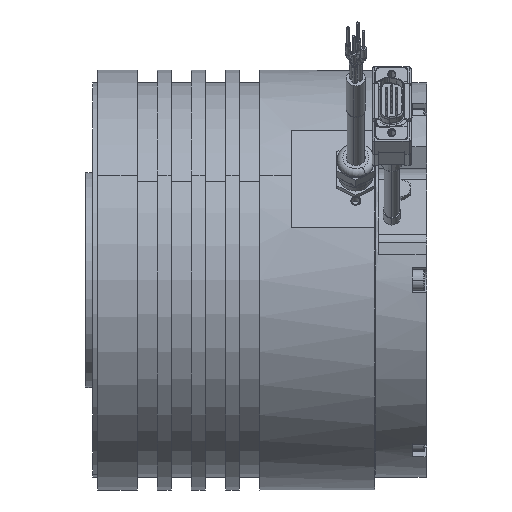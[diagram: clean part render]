
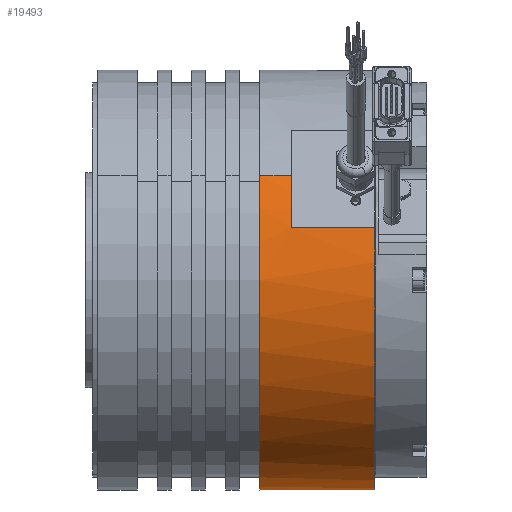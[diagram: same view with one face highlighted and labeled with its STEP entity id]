
A CAD part, left-side view. The second image highlights one B-rep face of the part: STEP entity #19493.
In plain terms, the highlighted cylindrical face has radius 83 mm (diameter 166 mm), a partial arc.
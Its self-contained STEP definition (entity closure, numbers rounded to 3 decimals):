
#2482=DIRECTION('',(0.,1.,0.));
#2483=VECTOR('',#2482,33.);
#2484=CARTESIAN_POINT('',(-80.339,20.5,20.849));
#2485=LINE('',#2484,#2483);
#2486=DIRECTION('',(0.,-1.,0.));
#2487=VECTOR('',#2486,45.5);
#2488=CARTESIAN_POINT('',(71.88,66.,-41.5));
#2489=LINE('',#2488,#2487);
#2490=CARTESIAN_POINT('',(0.,66.,0.));
#2491=DIRECTION('',(0.,1.,0.));
#2492=DIRECTION('',(0.866,0.,-0.5));
#2493=AXIS2_PLACEMENT_3D('',#2490,#2491,#2492);
#2495=DIRECTION('',(0.,-1.,0.));
#2496=VECTOR('',#2495,12.5);
#2497=CARTESIAN_POINT('',(-71.88,66.,41.5));
#2498=LINE('',#2497,#2496);
#2499=CARTESIAN_POINT('',(0.,53.5,0.));
#2500=DIRECTION('',(0.,1.,0.));
#2501=DIRECTION('',(-0.968,0.,0.251));
#2502=AXIS2_PLACEMENT_3D('',#2499,#2500,#2501);
#3219=CARTESIAN_POINT('',(0.,20.5,0.));
#3220=DIRECTION('',(0.,-1.,0.));
#3221=DIRECTION('',(-0.968,0.,0.251));
#3222=AXIS2_PLACEMENT_3D('',#3219,#3220,#3221);
#13222=CARTESIAN_POINT('',(-71.88,66.,41.5));
#13223=CARTESIAN_POINT('',(71.88,66.,-41.5));
#13224=VERTEX_POINT('',#13222);
#13225=VERTEX_POINT('',#13223);
#13254=CARTESIAN_POINT('',(71.88,20.5,-41.5));
#13255=VERTEX_POINT('',#13254);
#13260=CARTESIAN_POINT('',(-71.88,53.5,41.5));
#13261=VERTEX_POINT('',#13260);
#13262=CARTESIAN_POINT('',(-80.339,20.5,20.849));
#13263=CARTESIAN_POINT('',(-80.339,53.5,20.849));
#13264=VERTEX_POINT('',#13262);
#13265=VERTEX_POINT('',#13263);
#19477=CARTESIAN_POINT('',(0.,15.025,0.));
#19478=DIRECTION('',(0.,1.,0.));
#19479=DIRECTION('',(0.866,0.,-0.5));
#19480=AXIS2_PLACEMENT_3D('',#19477,#19478,#19479);
#19481=CYLINDRICAL_SURFACE('',#19480,83.);
#19483=ORIENTED_EDGE('',*,*,#19482,.F.);
#19485=ORIENTED_EDGE('',*,*,#19484,.T.);
#19486=ORIENTED_EDGE('',*,*,#19356,.F.);
#19487=ORIENTED_EDGE('',*,*,#19414,.T.);
#19488=ORIENTED_EDGE('',*,*,#19352,.T.);
#19490=ORIENTED_EDGE('',*,*,#19489,.F.);
#19491=EDGE_LOOP('',(#19483,#19485,#19486,#19487,#19488,#19490));
#19492=FACE_OUTER_BOUND('',#19491,.F.);
#2494=CIRCLE('',#2493,83.);
#2503=CIRCLE('',#2502,83.);
#3223=CIRCLE('',#3222,83.);
#19352=EDGE_CURVE('',#13224,#13261,#2498,.T.);
#19356=EDGE_CURVE('',#13225,#13255,#2489,.T.);
#19414=EDGE_CURVE('',#13225,#13224,#2494,.T.);
#19482=EDGE_CURVE('',#13264,#13265,#2485,.T.);
#19484=EDGE_CURVE('',#13264,#13255,#3223,.T.);
#19489=EDGE_CURVE('',#13265,#13261,#2503,.T.);
#19493=ADVANCED_FACE('',(#19492),#19481,.T.);
